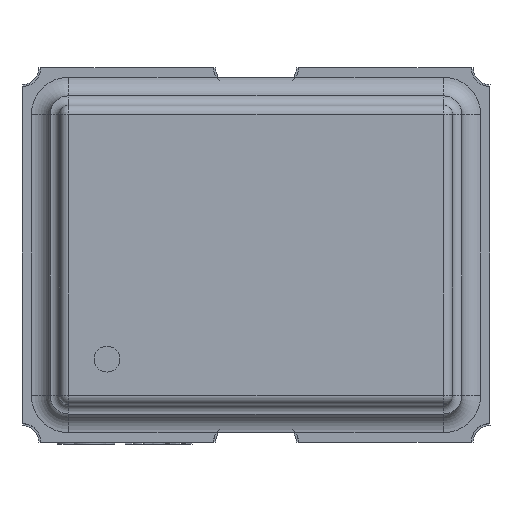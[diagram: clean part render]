
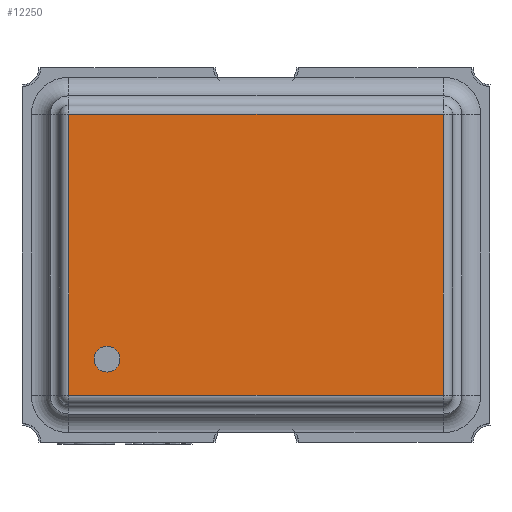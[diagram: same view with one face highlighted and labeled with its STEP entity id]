
A CAD part, top view. The second image highlights one B-rep face of the part: STEP entity #12250.
In plain terms, the highlighted planar face has unit normal (0, 0, 1).
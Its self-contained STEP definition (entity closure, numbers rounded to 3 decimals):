
#79 = CARTESIAN_POINT ( 'NONE',  ( -0.796, -0.557, 1.1 ) ) ;
#643 = CARTESIAN_POINT ( 'NONE',  ( 1., -0.75, 1.1 ) ) ;
#756 = CARTESIAN_POINT ( 'NONE',  ( 1., -0.75, 1.1 ) ) ;
#1074 = VERTEX_POINT ( 'NONE', #3134 ) ;
#1130 = VECTOR ( 'NONE', #16085, 1000. ) ;
#1487 = EDGE_CURVE ( 'NONE', #14530, #14171, #14835, .T. ) ;
#1536 = LINE ( 'NONE', #9696, #5525 ) ;
#1914 = PLANE ( 'NONE',  #3149 ) ;
#2742 = DIRECTION ( 'NONE',  ( 1., 0., 0. ) ) ;
#2786 = ORIENTED_EDGE ( 'NONE', *, *, #10582, .T. ) ;
#3000 = EDGE_CURVE ( 'NONE', #5604, #1074, #12907, .T. ) ;
#3134 = CARTESIAN_POINT ( 'NONE',  ( -0.727, -0.557, 1.1 ) ) ;
#3149 = AXIS2_PLACEMENT_3D ( 'NONE', #7414, #8486, #9684 ) ;
#3501 = VERTEX_POINT ( 'NONE', #6982 ) ;
#4192 = CARTESIAN_POINT ( 'NONE',  ( 1., 0.75, 1.1 ) ) ;
#4784 = LINE ( 'NONE', #9825, #8970 ) ;
#5525 = VECTOR ( 'NONE', #8412, 1000. ) ;
#5604 = VERTEX_POINT ( 'NONE', #10830 ) ;
#5629 = DIRECTION ( 'NONE',  ( 0., 1., 0. ) ) ;
#5813 = VERTEX_POINT ( 'NONE', #9744 ) ;
#6791 = VECTOR ( 'NONE', #5629, 1000. ) ;
#6942 = AXIS2_PLACEMENT_3D ( 'NONE', #79, #12623, #10383 ) ;
#6982 = CARTESIAN_POINT ( 'NONE',  ( -1., -0.75, 1.1 ) ) ;
#7414 = CARTESIAN_POINT ( 'NONE',  ( 1., 0.75, 1.1 ) ) ;
#7899 = ORIENTED_EDGE ( 'NONE', *, *, #13712, .T. ) ;
#8412 = DIRECTION ( 'NONE',  ( 0., -1., 0. ) ) ;
#8486 = DIRECTION ( 'NONE',  ( 0., 0., 1. ) ) ;
#8599 = CARTESIAN_POINT ( 'NONE',  ( 1., 0.75, 1.1 ) ) ;
#8927 = ORIENTED_EDGE ( 'NONE', *, *, #3000, .F. ) ;
#8970 = VECTOR ( 'NONE', #9915, 1000. ) ;
#9153 = CARTESIAN_POINT ( 'NONE',  ( -0.796, -0.557, 1.1 ) ) ;
#9452 = EDGE_CURVE ( 'NONE', #3501, #14530, #12105, .T. ) ;
#9684 = DIRECTION ( 'NONE',  ( 1., 0., 0. ) ) ;
#9696 = CARTESIAN_POINT ( 'NONE',  ( -1., -0.75, 1.1 ) ) ;
#9744 = CARTESIAN_POINT ( 'NONE',  ( -1., 0.75, 1.1 ) ) ;
#9825 = CARTESIAN_POINT ( 'NONE',  ( -1., 0.75, 1.1 ) ) ;
#9915 = DIRECTION ( 'NONE',  ( -1., 0., 0. ) ) ;
#10383 = DIRECTION ( 'NONE',  ( 1., 0., 0. ) ) ;
#10582 = EDGE_CURVE ( 'NONE', #5813, #3501, #1536, .T. ) ;
#10719 = EDGE_LOOP ( 'NONE', ( #16509, #8927 ) ) ;
#10830 = CARTESIAN_POINT ( 'NONE',  ( -0.865, -0.557, 1.1 ) ) ;
#11000 = ORIENTED_EDGE ( 'NONE', *, *, #9452, .T. ) ;
#12072 = CIRCLE ( 'NONE', #6942, 0.069 ) ;
#12105 = LINE ( 'NONE', #756, #1130 ) ;
#12250 = ADVANCED_FACE ( 'NONE', ( #13756, #12588 ), #1914, .T. ) ;
#12588 = FACE_OUTER_BOUND ( 'NONE', #16359, .T. ) ;
#12623 = DIRECTION ( 'NONE',  ( 0., 0., 1. ) ) ;
#12907 = CIRCLE ( 'NONE', #12916, 0.069 ) ;
#12916 = AXIS2_PLACEMENT_3D ( 'NONE', #9153, #14332, #2742 ) ;
#13712 = EDGE_CURVE ( 'NONE', #14171, #5813, #4784, .T. ) ;
#13756 = FACE_BOUND ( 'NONE', #10719, .T. ) ;
#14171 = VERTEX_POINT ( 'NONE', #8599 ) ;
#14332 = DIRECTION ( 'NONE',  ( 0., 0., 1. ) ) ;
#14530 = VERTEX_POINT ( 'NONE', #643 ) ;
#14835 = LINE ( 'NONE', #4192, #6791 ) ;
#15959 = EDGE_CURVE ( 'NONE', #1074, #5604, #12072, .T. ) ;
#16085 = DIRECTION ( 'NONE',  ( 1., 0., 0. ) ) ;
#16303 = ORIENTED_EDGE ( 'NONE', *, *, #1487, .T. ) ;
#16359 = EDGE_LOOP ( 'NONE', ( #11000, #16303, #7899, #2786 ) ) ;
#16509 = ORIENTED_EDGE ( 'NONE', *, *, #15959, .F. ) ;
